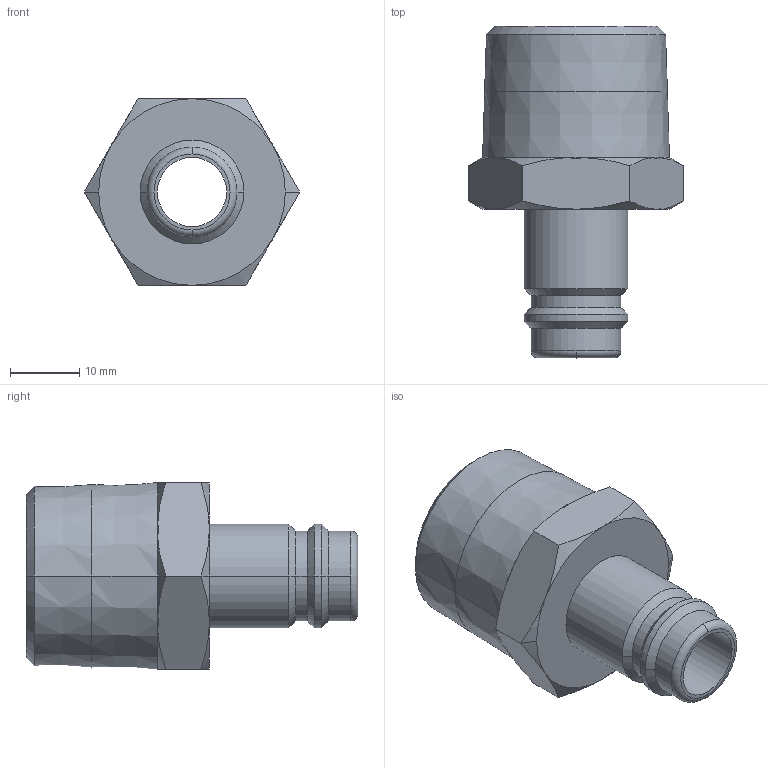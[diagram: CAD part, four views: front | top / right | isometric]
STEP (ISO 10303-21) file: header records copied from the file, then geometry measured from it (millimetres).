
FILE_DESCRIPTION(('STEP AP214'),'1');
FILE_NAME('esig_34_nas.stp','2020-03-05T09:00:13',('TraceParts'),('TraceParts S.A.'),'Spatial InterOp 3D',' ',' ');
FILE_SCHEMA(('automotive_design'));
Length unit declared in the file: millimetre
Products named in the file (1): 1
Bounding box: 31.18 x 48 x 27.03 mm (x, y, z)
Volume: 14762.2 mm3; surface area: 5874.6 mm2
Topology: 1 solids, 1 shells, 61 faces, 141 edges, 85 vertices
Faces by surface type: cone 28, plane 17, cylinder 14, torus 2
Entity records: 2254 total; most frequent: CARTESIAN_POINT 384, DIRECTION 304, ORIENTED_EDGE 282, EDGE_CURVE 141, AXIS2_PLACEMENT_3D 125, VERTEX_POINT 85, EDGE_LOOP 66, CIRCLE 63
